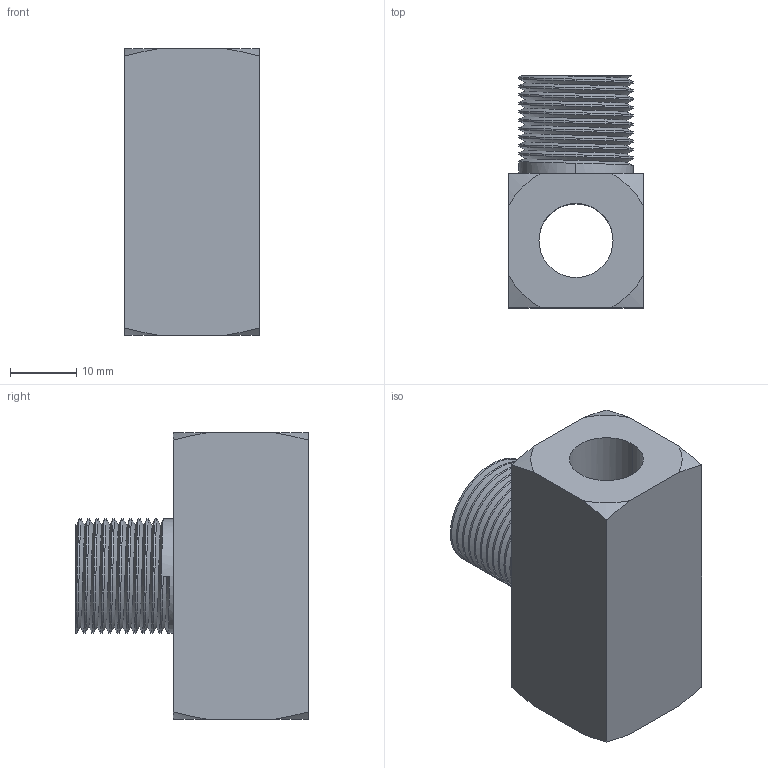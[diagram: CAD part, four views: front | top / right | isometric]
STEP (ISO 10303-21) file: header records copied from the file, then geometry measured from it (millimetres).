
FILE_DESCRIPTION (( 'STEP AP203' ), '1' );
FILE_NAME ('BFMT-38N.step', '2016-02-15T20:06:08', ( '' ), ( '' ), 'SwSTEP 2.0', 'SolidWorks 2015', '' );
FILE_SCHEMA (( 'CONFIG_CONTROL_DESIGN' ));
Length unit declared in the file: inch
Products named in the file (1): BFMT-38N
Bounding box: 20.32 x 35.05 x 43.18 mm (x, y, z)
Volume: 14744.8 mm3; surface area: 7598 mm2
Topology: 1 solids, 1 shells, 47 faces, 132 edges, 88 vertices
Faces by surface type: cylinder 27, plane 10, cone 8, bspline 2
Entity records: 2973 total; most frequent: CARTESIAN_POINT 1842, ORIENTED_EDGE 264, DIRECTION 176, EDGE_CURVE 132, VERTEX_POINT 88, AXIS2_PLACEMENT_3D 66, EDGE_LOOP 52, ADVANCED_FACE 47
